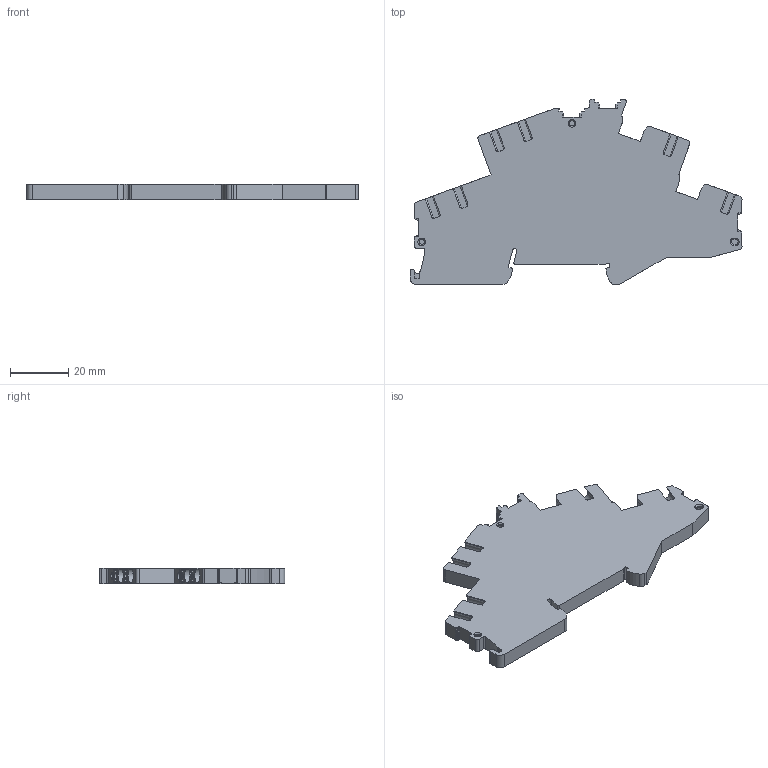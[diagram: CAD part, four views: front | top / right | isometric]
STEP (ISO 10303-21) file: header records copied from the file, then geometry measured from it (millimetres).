
FILE_DESCRIPTION((''),'2;1');
FILE_NAME('UJ6-2_51','2023-11-09T',('Administrator'),(''),'PRO/ENGINEER BY PARAMETRIC TECHNOLOGY CORPORATION, 2013230','PRO/ENGINEER BY PARAMETRIC TECHNOLOGY CORPORATION, 2013230','');
FILE_SCHEMA(('CONFIG_CONTROL_DESIGN'));
Length unit declared in the file: millimetre
Products named in the file (1): UJ6-2_51
Bounding box: 114.17 x 63.75 x 5.2 mm (x, y, z)
Volume: 22199.9 mm3; surface area: 14173.2 mm2
Topology: 1 solids, 1 shells, 945 faces, 2660 edges, 1736 vertices
Faces by surface type: plane 636, cylinder 235, cone 32, bspline 24, torus 18
Entity records: 37634 total; most frequent: CARTESIAN_POINT 6731, ORIENTED_EDGE 5320, DIRECTION 4710, EDGE_CURVE 2660, VECTOR 1976, LINE 1976, VERTEX_POINT 1736, AXIS2_PLACEMENT_3D 1367
